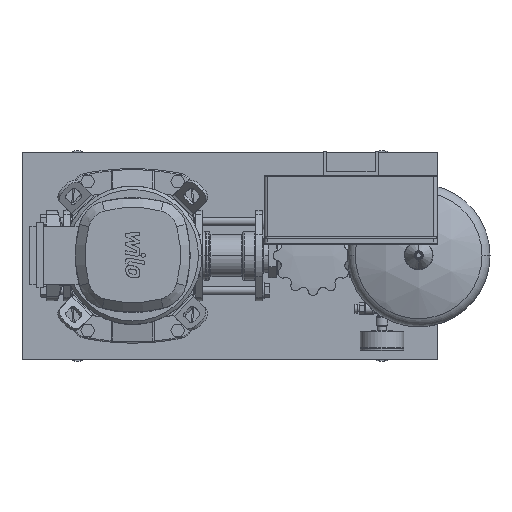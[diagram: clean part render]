
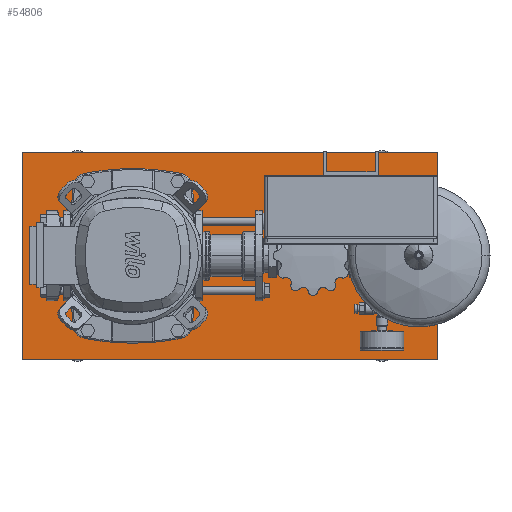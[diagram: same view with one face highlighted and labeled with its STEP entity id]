
A CAD part, top view. The second image highlights one B-rep face of the part: STEP entity #54806.
In plain terms, the highlighted planar face has unit normal (0, 0, 1).
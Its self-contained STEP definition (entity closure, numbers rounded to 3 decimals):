
#54767=CARTESIAN_POINT('',(-160.0,0.,90.0));
#54768=DIRECTION('',(0.0,0.0,1.0));
#54769=DIRECTION('',(0.0,-1.0,0.0));
#54770=AXIS2_PLACEMENT_3D('',#54767,#54768,#54769);
#54771=PLANE('',#54770);
#54772=CARTESIAN_POINT('',(440.0,-150.,90.));
#54773=VERTEX_POINT('',#54772);
#54774=CARTESIAN_POINT('',(440.0,150.,90.));
#54775=VERTEX_POINT('',#54774);
#54776=CARTESIAN_POINT('',(440.0,-150.,90.));
#54777=DIRECTION('',(0.0,1.0,0.0));
#54778=VECTOR('',#54777,300.0);
#54779=LINE('',#54776,#54778);
#54780=EDGE_CURVE('',#54773,#54775,#54779,.T.);
#54781=ORIENTED_EDGE('',*,*,#54780,.T.);
#54782=CARTESIAN_POINT('',(-160.0,150.,90.));
#54783=VERTEX_POINT('',#54782);
#54784=CARTESIAN_POINT('',(-160.0,150.,90.));
#54785=DIRECTION('',(1.0,0.0,0.0));
#54786=VECTOR('',#54785,600.0);
#54787=LINE('',#54784,#54786);
#54788=EDGE_CURVE('',#54783,#54775,#54787,.T.);
#54789=ORIENTED_EDGE('',*,*,#54788,.F.);
#54790=CARTESIAN_POINT('',(-160.0,-150.,90.));
#54791=VERTEX_POINT('',#54790);
#54792=CARTESIAN_POINT('',(-160.0,150.,90.));
#54793=DIRECTION('',(0.0,-1.0,0.0));
#54794=VECTOR('',#54793,300.0);
#54795=LINE('',#54792,#54794);
#54796=EDGE_CURVE('',#54783,#54791,#54795,.T.);
#54797=ORIENTED_EDGE('',*,*,#54796,.T.);
#54798=CARTESIAN_POINT('',(-160.0,-150.,90.));
#54799=DIRECTION('',(1.0,0.0,0.0));
#54800=VECTOR('',#54799,600.0);
#54801=LINE('',#54798,#54800);
#54802=EDGE_CURVE('',#54791,#54773,#54801,.T.);
#54803=ORIENTED_EDGE('',*,*,#54802,.T.);
#54804=EDGE_LOOP('',(#54781,#54789,#54797,#54803));
#54805=FACE_OUTER_BOUND('',#54804,.T.);
#54806=ADVANCED_FACE('',(#54805),#54771,.T.);
